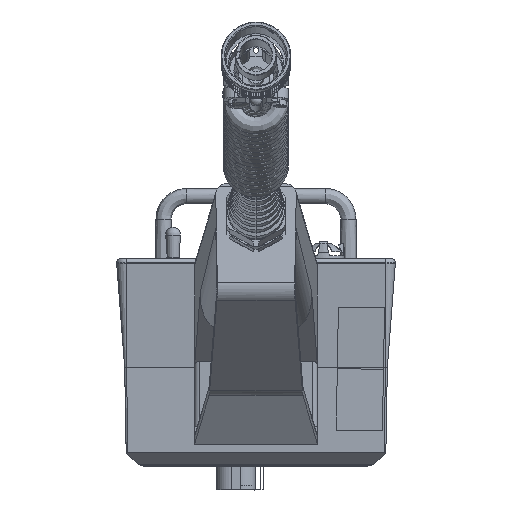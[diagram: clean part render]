
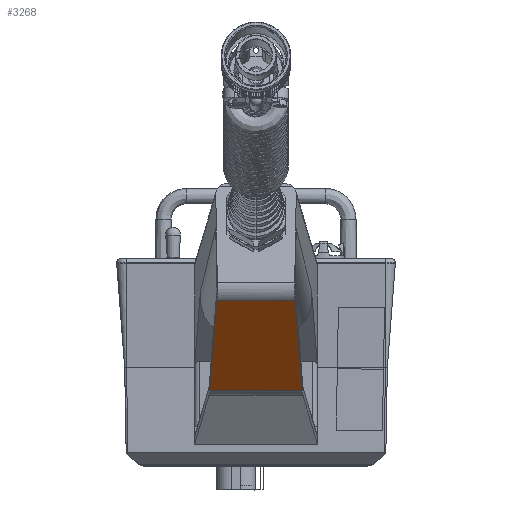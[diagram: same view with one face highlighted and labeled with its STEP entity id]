
A CAD part, front view. The second image highlights one B-rep face of the part: STEP entity #3268.
In plain terms, the highlighted planar face has unit normal (0, -0.707, -0.707).
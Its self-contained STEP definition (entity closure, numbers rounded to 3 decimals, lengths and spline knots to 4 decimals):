
#2362=DIRECTION('',(1.,0.,0.));
#2363=VECTOR('',#2362,1.2709);
#2364=CARTESIAN_POINT('',(-0.6354,-6.1476,
0.9957));
#2365=LINE('',#2364,#2363);
#2366=DIRECTION('',(-0.056,-0.706,0.706));
#2367=VECTOR('',#2366,2.0848);
#2368=CARTESIAN_POINT('',(0.7527,-4.6757,
-0.4762));
#2369=LINE('',#2368,#2367);
#2370=DIRECTION('',(-0.056,0.706,-0.706));
#2371=VECTOR('',#2370,2.0848);
#2372=CARTESIAN_POINT('',(-0.6354,-6.1476,
0.9957));
#2373=LINE('',#2372,#2371);
#2374=CARTESIAN_POINT('',(-0.7527,-4.6757,
-0.4762));
#2381=DIRECTION('',(-1.,0.,0.));
#2382=VECTOR('',#2381,1.5054);
#2383=CARTESIAN_POINT('',(0.7527,-4.6757,
-0.4762));
#2384=LINE('',#2383,#2382);
#2851=VERTEX_POINT('',#2374);
#2852=CARTESIAN_POINT('',(-0.6354,-6.1476,
0.9957));
#2853=VERTEX_POINT('',#2852);
#2878=CARTESIAN_POINT('',(0.6354,-6.1476,
0.9957));
#2879=VERTEX_POINT('',#2878);
#2880=CARTESIAN_POINT('',(0.7527,-4.6757,
-0.4762));
#2881=VERTEX_POINT('',#2880);
#3255=CARTESIAN_POINT('',(-1.0039,-4.6757,
-0.4762));
#3256=DIRECTION('',(0.,-0.707,-0.707));
#3257=DIRECTION('',(0.,-0.707,0.707));
#3258=AXIS2_PLACEMENT_3D('',#3255,#3256,#3257);
#3259=PLANE('',#3258);
#3260=ORIENTED_EDGE('',*,*,#3241,.T.);
#3261=ORIENTED_EDGE('',*,*,#3059,.F.);
#3263=ORIENTED_EDGE('',*,*,#3262,.T.);
#3265=ORIENTED_EDGE('',*,*,#3264,.F.);
#3266=EDGE_LOOP('',(#3260,#3261,#3263,#3265));
#3267=FACE_OUTER_BOUND('',#3266,.F.);
#3268=ADVANCED_FACE('',(#3267),#3259,.T.);
#3059=EDGE_CURVE('',#2881,#2879,#2369,.T.);
#3241=EDGE_CURVE('',#2853,#2879,#2365,.T.);
#3262=EDGE_CURVE('',#2881,#2851,#2384,.T.);
#3264=EDGE_CURVE('',#2853,#2851,#2373,.T.);
